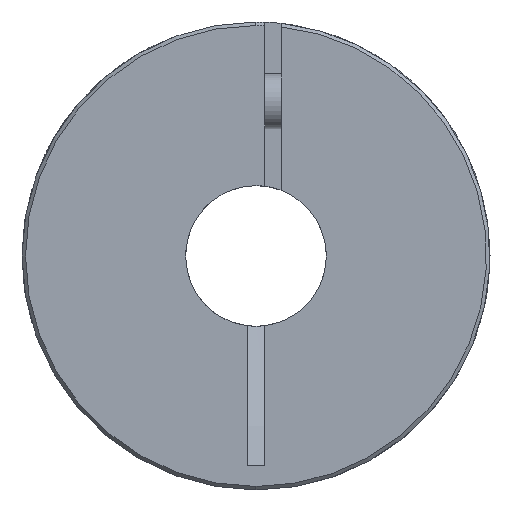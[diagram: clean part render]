
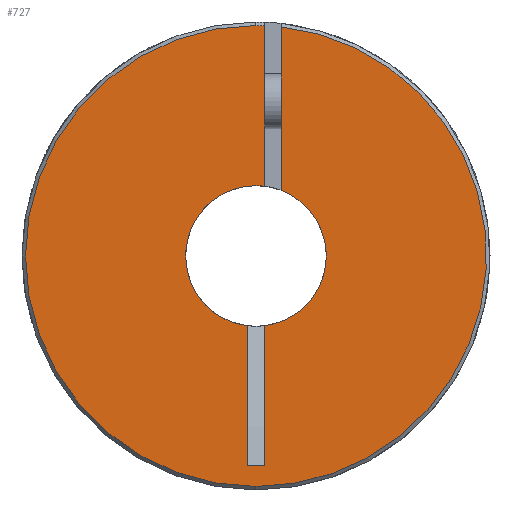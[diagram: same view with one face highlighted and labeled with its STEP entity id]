
A CAD part, left-side view. The second image highlights one B-rep face of the part: STEP entity #727.
In plain terms, the highlighted planar face has unit normal (-1, 0, 0).
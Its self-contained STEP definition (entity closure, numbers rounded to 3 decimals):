
#15 = EDGE_LOOP ( 'NONE', ( #1292, #957, #2008, #1839, #1917, #1357, #895, #1184, #934, #669, #776 ) ) ;
#34 = AXIS2_PLACEMENT_3D ( 'NONE', #383, #842, #197 ) ;
#46 = DIRECTION ( 'NONE',  ( 0., 0., 1. ) ) ;
#120 = VERTEX_POINT ( 'NONE', #1720 ) ;
#124 = DIRECTION ( 'NONE',  ( 0., 0., -1. ) ) ;
#167 = VERTEX_POINT ( 'NONE', #253 ) ;
#169 = DIRECTION ( 'NONE',  ( 0., 0., -1. ) ) ;
#194 = LINE ( 'NONE', #1222, #1193 ) ;
#197 = DIRECTION ( 'NONE',  ( 0., 0., -1. ) ) ;
#198 = CIRCLE ( 'NONE', #34, 5. ) ;
#226 = CARTESIAN_POINT ( 'NONE',  ( -0.014, 0., 16.387 ) ) ;
#236 = EDGE_CURVE ( 'NONE', #167, #1962, #904, .T. ) ;
#252 = AXIS2_PLACEMENT_3D ( 'NONE', #456, #1914, #1767 ) ;
#253 = CARTESIAN_POINT ( 'NONE',  ( -0.014, 0., -16.387 ) ) ;
#283 = DIRECTION ( 'NONE',  ( 0., 0., 1. ) ) ;
#287 = PLANE ( 'NONE',  #792 ) ;
#292 = AXIS2_PLACEMENT_3D ( 'NONE', #948, #1609, #124 ) ;
#345 = EDGE_CURVE ( 'NONE', #120, #481, #466, .T. ) ;
#383 = CARTESIAN_POINT ( 'NONE',  ( -0.014, 0., 0. ) ) ;
#434 = CARTESIAN_POINT ( 'NONE',  ( -0.014, 0., 0. ) ) ;
#456 = CARTESIAN_POINT ( 'NONE',  ( -0.014, 0., 0. ) ) ;
#466 = CIRCLE ( 'NONE', #292, 5. ) ;
#481 = VERTEX_POINT ( 'NONE', #995 ) ;
#530 = CARTESIAN_POINT ( 'NONE',  ( -0.014, -1.778, 4.673 ) ) ;
#537 = VECTOR ( 'NONE', #1252, 1000. ) ;
#585 = LINE ( 'NONE', #942, #537 ) ;
#627 = CARTESIAN_POINT ( 'NONE',  ( -0.014, 0., 0. ) ) ;
#638 = CARTESIAN_POINT ( 'NONE',  ( -0.014, -0.61, -14.912 ) ) ;
#663 = FACE_OUTER_BOUND ( 'NONE', #15, .T. ) ;
#665 = DIRECTION ( 'NONE',  ( 0., 0., -1. ) ) ;
#669 = ORIENTED_EDGE ( 'NONE', *, *, #1090, .F. ) ;
#719 = VERTEX_POINT ( 'NONE', #1622 ) ;
#727 = ADVANCED_FACE ( 'NONE', ( #663 ), #287, .F. ) ;
#776 = ORIENTED_EDGE ( 'NONE', *, *, #1957, .T. ) ;
#792 = AXIS2_PLACEMENT_3D ( 'NONE', #996, #1820, #169 ) ;
#804 = EDGE_CURVE ( 'NONE', #1916, #120, #198, .T. ) ;
#817 = EDGE_CURVE ( 'NONE', #1130, #1962, #2026, .T. ) ;
#842 = DIRECTION ( 'NONE',  ( 1., 0., 0. ) ) ;
#871 = CARTESIAN_POINT ( 'NONE',  ( -0.014, -0.61, -14.912 ) ) ;
#893 = VERTEX_POINT ( 'NONE', #871 ) ;
#895 = ORIENTED_EDGE ( 'NONE', *, *, #236, .T. ) ;
#904 = CIRCLE ( 'NONE', #1459, 16.387 ) ;
#934 = ORIENTED_EDGE ( 'NONE', *, *, #1084, .T. ) ;
#942 = CARTESIAN_POINT ( 'NONE',  ( -0.014, -0.61, -14.912 ) ) ;
#948 = CARTESIAN_POINT ( 'NONE',  ( -0.014, 0., 0. ) ) ;
#957 = ORIENTED_EDGE ( 'NONE', *, *, #804, .T. ) ;
#966 = CARTESIAN_POINT ( 'NONE',  ( -0.014, -0.61, 16.626 ) ) ;
#995 = CARTESIAN_POINT ( 'NONE',  ( -0.014, -0.61, 4.963 ) ) ;
#996 = CARTESIAN_POINT ( 'NONE',  ( -0.014, 0., 0. ) ) ;
#1063 = VERTEX_POINT ( 'NONE', #1618 ) ;
#1080 = CARTESIAN_POINT ( 'NONE',  ( -0.014, -1.778, 16.29 ) ) ;
#1084 = EDGE_CURVE ( 'NONE', #1130, #719, #1725, .T. ) ;
#1090 = EDGE_CURVE ( 'NONE', #893, #719, #1106, .T. ) ;
#1091 = CARTESIAN_POINT ( 'NONE',  ( -0.014, 0.61, -14.912 ) ) ;
#1106 = LINE ( 'NONE', #638, #1856 ) ;
#1130 = VERTEX_POINT ( 'NONE', #530 ) ;
#1184 = ORIENTED_EDGE ( 'NONE', *, *, #817, .F. ) ;
#1193 = VECTOR ( 'NONE', #1712, 1000. ) ;
#1222 = CARTESIAN_POINT ( 'NONE',  ( -0.014, 0.61, -14.912 ) ) ;
#1230 = DIRECTION ( 'NONE',  ( -1., 0., 0. ) ) ;
#1252 = DIRECTION ( 'NONE',  ( 0., 1., 0. ) ) ;
#1269 = DIRECTION ( 'NONE',  ( 1., 0., 0. ) ) ;
#1278 = VERTEX_POINT ( 'NONE', #1091 ) ;
#1292 = ORIENTED_EDGE ( 'NONE', *, *, #1790, .T. ) ;
#1350 = CARTESIAN_POINT ( 'NONE',  ( -0.014, -1.778, 0. ) ) ;
#1357 = ORIENTED_EDGE ( 'NONE', *, *, #1631, .T. ) ;
#1389 = CARTESIAN_POINT ( 'NONE',  ( -0.014, 0., 0. ) ) ;
#1410 = AXIS2_PLACEMENT_3D ( 'NONE', #627, #1269, #1940 ) ;
#1459 = AXIS2_PLACEMENT_3D ( 'NONE', #1389, #1230, #1908 ) ;
#1590 = CARTESIAN_POINT ( 'NONE',  ( -0.014, 0.61, -4.963 ) ) ;
#1609 = DIRECTION ( 'NONE',  ( 1., 0., 0. ) ) ;
#1618 = CARTESIAN_POINT ( 'NONE',  ( -0.014, -0.61, 16.376 ) ) ;
#1622 = CARTESIAN_POINT ( 'NONE',  ( -0.014, -0.61, -4.963 ) ) ;
#1631 = EDGE_CURVE ( 'NONE', #1806, #167, #1958, .T. ) ;
#1712 = DIRECTION ( 'NONE',  ( 0., 0., 1. ) ) ;
#1715 = AXIS2_PLACEMENT_3D ( 'NONE', #434, #2106, #1765 ) ;
#1720 = CARTESIAN_POINT ( 'NONE',  ( -0.014, 0., 5. ) ) ;
#1725 = CIRCLE ( 'NONE', #1410, 5. ) ;
#1765 = DIRECTION ( 'NONE',  ( 0., 0., -1. ) ) ;
#1767 = DIRECTION ( 'NONE',  ( 0., 0., -1. ) ) ;
#1786 = VECTOR ( 'NONE', #665, 1000. ) ;
#1790 = EDGE_CURVE ( 'NONE', #1278, #1916, #194, .T. ) ;
#1806 = VERTEX_POINT ( 'NONE', #226 ) ;
#1820 = DIRECTION ( 'NONE',  ( 1., 0., 0. ) ) ;
#1839 = ORIENTED_EDGE ( 'NONE', *, *, #2058, .F. ) ;
#1856 = VECTOR ( 'NONE', #283, 1000. ) ;
#1908 = DIRECTION ( 'NONE',  ( 0., 0., -1. ) ) ;
#1914 = DIRECTION ( 'NONE',  ( -1., 0., 0. ) ) ;
#1916 = VERTEX_POINT ( 'NONE', #1590 ) ;
#1917 = ORIENTED_EDGE ( 'NONE', *, *, #1975, .T. ) ;
#1940 = DIRECTION ( 'NONE',  ( 0., 0., -1. ) ) ;
#1957 = EDGE_CURVE ( 'NONE', #893, #1278, #585, .T. ) ;
#1958 = CIRCLE ( 'NONE', #252, 16.387 ) ;
#1962 = VERTEX_POINT ( 'NONE', #1080 ) ;
#1975 = EDGE_CURVE ( 'NONE', #1063, #1806, #2097, .T. ) ;
#2004 = LINE ( 'NONE', #966, #1786 ) ;
#2008 = ORIENTED_EDGE ( 'NONE', *, *, #345, .T. ) ;
#2026 = LINE ( 'NONE', #1350, #2107 ) ;
#2058 = EDGE_CURVE ( 'NONE', #1063, #481, #2004, .T. ) ;
#2097 = CIRCLE ( 'NONE', #1715, 16.387 ) ;
#2106 = DIRECTION ( 'NONE',  ( -1., 0., 0. ) ) ;
#2107 = VECTOR ( 'NONE', #46, 1000. ) ;
